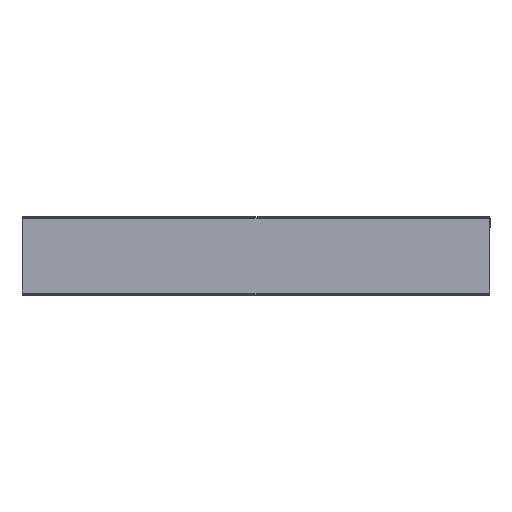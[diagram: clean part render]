
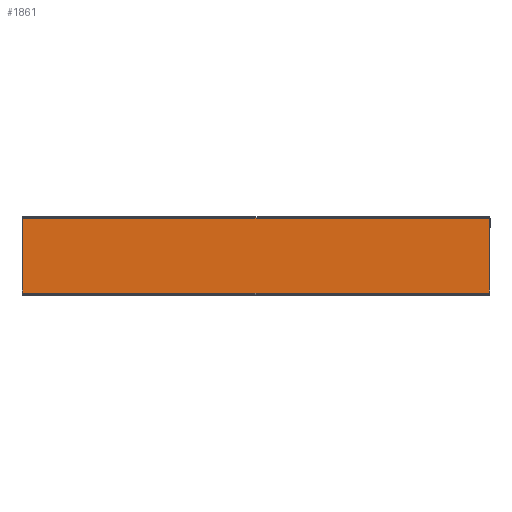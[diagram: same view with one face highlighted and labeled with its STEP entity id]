
A CAD part, top view. The second image highlights one B-rep face of the part: STEP entity #1861.
In plain terms, the highlighted planar face has unit normal (0, 0, 1).
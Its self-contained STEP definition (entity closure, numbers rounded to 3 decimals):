
#5 = EDGE_CURVE ( 'NONE', #1689, #822, #1346, .T. ) ;
#17 = ORIENTED_EDGE ( 'NONE', *, *, #1723, .T. ) ;
#86 = VECTOR ( 'NONE', #501, 1000. ) ;
#385 = DIRECTION ( 'NONE',  ( 1., 0., 0. ) ) ;
#482 = CARTESIAN_POINT ( 'NONE',  ( 0., 0., 0. ) ) ;
#489 = CARTESIAN_POINT ( 'NONE',  ( -597.66, 0., 0. ) ) ;
#501 = DIRECTION ( 'NONE',  ( 0., -1., 0. ) ) ;
#658 = VERTEX_POINT ( 'NONE', #1139 ) ;
#687 = DIRECTION ( 'NONE',  ( 0., 1., 0. ) ) ;
#703 = ORIENTED_EDGE ( 'NONE', *, *, #2418, .T. ) ;
#760 = DIRECTION ( 'NONE',  ( 0., 0., 1. ) ) ;
#822 = VERTEX_POINT ( 'NONE', #1188 ) ;
#1022 = EDGE_LOOP ( 'NONE', ( #703, #1719, #17, #1805 ) ) ;
#1054 = LINE ( 'NONE', #489, #86 ) ;
#1110 = PLANE ( 'NONE',  #1318 ) ;
#1125 = DIRECTION ( 'NONE',  ( 1., 0., 0. ) ) ;
#1132 = CARTESIAN_POINT ( 'NONE',  ( 0., 0., 0. ) ) ;
#1139 = CARTESIAN_POINT ( 'NONE',  ( -597.66, 0., 0. ) ) ;
#1149 = CARTESIAN_POINT ( 'NONE',  ( 0., 0., 0. ) ) ;
#1151 = DIRECTION ( 'NONE',  ( -1., 0., 0. ) ) ;
#1188 = CARTESIAN_POINT ( 'NONE',  ( -597.66, 96., 0. ) ) ;
#1252 = VECTOR ( 'NONE', #1151, 1000. ) ;
#1318 = AXIS2_PLACEMENT_3D ( 'NONE', #2244, #760, #1125 ) ;
#1346 = LINE ( 'NONE', #2242, #1252 ) ;
#1503 = FACE_OUTER_BOUND ( 'NONE', #1022, .T. ) ;
#1617 = VECTOR ( 'NONE', #385, 1000. ) ;
#1638 = CARTESIAN_POINT ( 'NONE',  ( 0., 96., 0. ) ) ;
#1689 = VERTEX_POINT ( 'NONE', #1638 ) ;
#1719 = ORIENTED_EDGE ( 'NONE', *, *, #5, .T. ) ;
#1723 = EDGE_CURVE ( 'NONE', #822, #658, #1054, .T. ) ;
#1805 = ORIENTED_EDGE ( 'NONE', *, *, #1902, .T. ) ;
#1817 = LINE ( 'NONE', #482, #2171 ) ;
#1861 = ADVANCED_FACE ( 'NONE', ( #1503 ), #1110, .T. ) ;
#1902 = EDGE_CURVE ( 'NONE', #658, #2193, #2044, .T. ) ;
#2044 = LINE ( 'NONE', #1132, #1617 ) ;
#2171 = VECTOR ( 'NONE', #687, 1000. ) ;
#2193 = VERTEX_POINT ( 'NONE', #1149 ) ;
#2242 = CARTESIAN_POINT ( 'NONE',  ( 0., 96., 0. ) ) ;
#2244 = CARTESIAN_POINT ( 'NONE',  ( 0., 0., 0. ) ) ;
#2418 = EDGE_CURVE ( 'NONE', #2193, #1689, #1817, .T. ) ;
